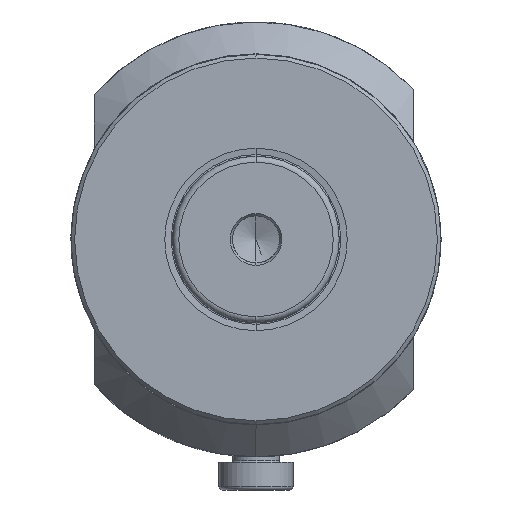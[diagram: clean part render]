
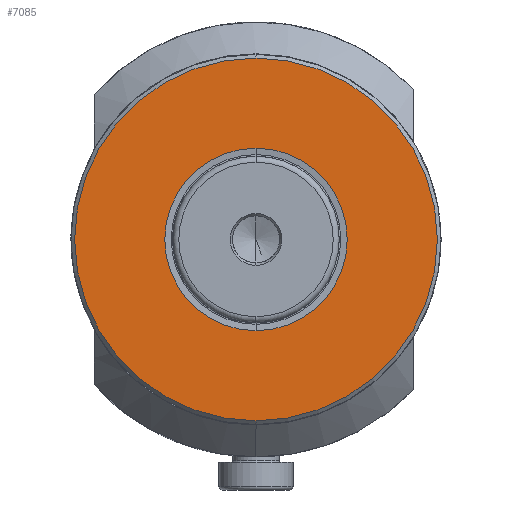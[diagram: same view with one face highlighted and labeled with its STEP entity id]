
A CAD part, left-side view. The second image highlights one B-rep face of the part: STEP entity #7085.
In plain terms, the highlighted planar face has unit normal (-1, 0, 0).
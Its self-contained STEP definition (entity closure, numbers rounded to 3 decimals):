
#78 = DIRECTION ( 'NONE',  ( 1., 0., 0. ) ) ;
#545 = CARTESIAN_POINT ( 'NONE',  ( -136., 0., 0. ) ) ;
#828 = AXIS2_PLACEMENT_3D ( 'NONE', #10946, #78, #2502 ) ;
#1112 = EDGE_LOOP ( 'NONE', ( #1807, #18546 ) ) ;
#1513 = CIRCLE ( 'NONE', #13855, 19.715 ) ;
#1807 = ORIENTED_EDGE ( 'NONE', *, *, #14220, .F. ) ;
#2034 = VERTEX_POINT ( 'NONE', #12735 ) ;
#2502 = DIRECTION ( 'NONE',  ( 0., 0., -1. ) ) ;
#2765 = CIRCLE ( 'NONE', #10892, 19.715 ) ;
#6293 = VERTEX_POINT ( 'NONE', #14106 ) ;
#6301 = PLANE ( 'NONE',  #828 ) ;
#6575 = ORIENTED_EDGE ( 'NONE', *, *, #17481, .T. ) ;
#6912 = AXIS2_PLACEMENT_3D ( 'NONE', #17767, #26394, #17682 ) ;
#7085 = ADVANCED_FACE ( 'NONE', ( #17456, #22070 ), #6301, .F. ) ;
#7828 = VERTEX_POINT ( 'NONE', #8550 ) ;
#8550 = CARTESIAN_POINT ( 'NONE',  ( -136., 0., 39.2 ) ) ;
#9651 = CIRCLE ( 'NONE', #11688, 39.2 ) ;
#10061 = EDGE_CURVE ( 'NONE', #7828, #2034, #21866, .T. ) ;
#10892 = AXIS2_PLACEMENT_3D ( 'NONE', #545, #21838, #17377 ) ;
#10946 = CARTESIAN_POINT ( 'NONE',  ( -136., 19.715, 0. ) ) ;
#11309 = EDGE_CURVE ( 'NONE', #22929, #6293, #1513, .T. ) ;
#11688 = AXIS2_PLACEMENT_3D ( 'NONE', #25521, #23577, #13080 ) ;
#12735 = CARTESIAN_POINT ( 'NONE',  ( -136., 0., -39.2 ) ) ;
#13033 = DIRECTION ( 'NONE',  ( -1., 0., 0. ) ) ;
#13080 = DIRECTION ( 'NONE',  ( 0., 0., 1. ) ) ;
#13855 = AXIS2_PLACEMENT_3D ( 'NONE', #19717, #13033, #21583 ) ;
#14106 = CARTESIAN_POINT ( 'NONE',  ( -136., 0., 19.715 ) ) ;
#14220 = EDGE_CURVE ( 'NONE', #6293, #22929, #2765, .T. ) ;
#16928 = CARTESIAN_POINT ( 'NONE',  ( -136., 0., -19.715 ) ) ;
#17377 = DIRECTION ( 'NONE',  ( 0., 0., 1. ) ) ;
#17456 = FACE_BOUND ( 'NONE', #1112, .T. ) ;
#17481 = EDGE_CURVE ( 'NONE', #2034, #7828, #9651, .T. ) ;
#17682 = DIRECTION ( 'NONE',  ( 0., 0., 1. ) ) ;
#17767 = CARTESIAN_POINT ( 'NONE',  ( -136., 0., 0. ) ) ;
#18546 = ORIENTED_EDGE ( 'NONE', *, *, #11309, .F. ) ;
#19717 = CARTESIAN_POINT ( 'NONE',  ( -136., 0., 0. ) ) ;
#21583 = DIRECTION ( 'NONE',  ( 0., 0., 1. ) ) ;
#21838 = DIRECTION ( 'NONE',  ( -1., 0., 0. ) ) ;
#21866 = CIRCLE ( 'NONE', #6912, 39.2 ) ;
#22070 = FACE_OUTER_BOUND ( 'NONE', #26130, .T. ) ;
#22929 = VERTEX_POINT ( 'NONE', #16928 ) ;
#23577 = DIRECTION ( 'NONE',  ( -1., 0., 0. ) ) ;
#25521 = CARTESIAN_POINT ( 'NONE',  ( -136., 0., 0. ) ) ;
#26130 = EDGE_LOOP ( 'NONE', ( #6575, #26426 ) ) ;
#26394 = DIRECTION ( 'NONE',  ( -1., 0., 0. ) ) ;
#26426 = ORIENTED_EDGE ( 'NONE', *, *, #10061, .T. ) ;
